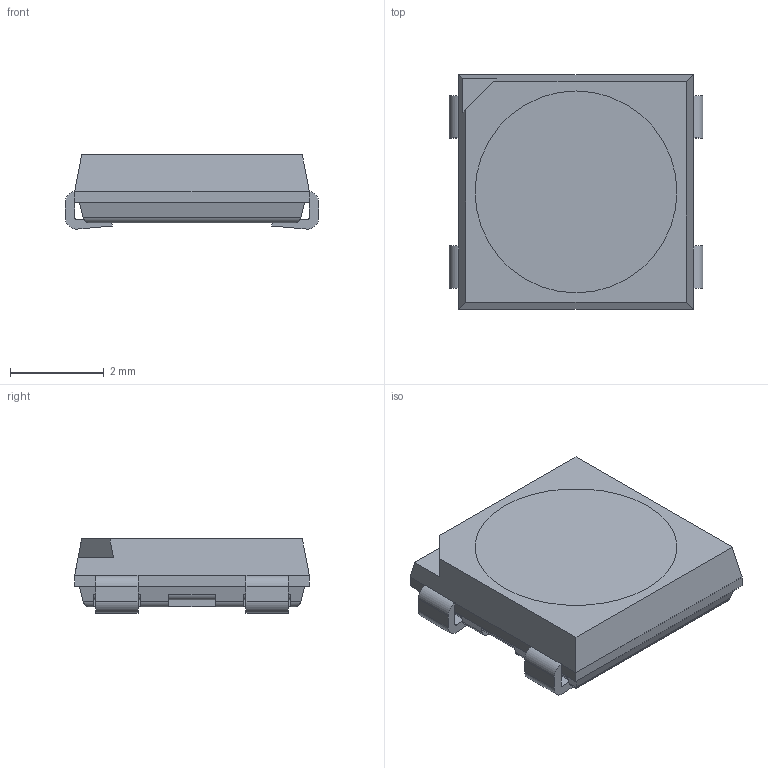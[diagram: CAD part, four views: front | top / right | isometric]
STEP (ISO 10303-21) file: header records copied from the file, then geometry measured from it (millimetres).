
FILE_DESCRIPTION(/* description */ ('Unknown'),/* implementation_level */ '2;1');
FILE_NAME(/* name */ '1315050930002',/* time_stamp */ '2022-04-04T15:04:52+02:00',/* author */ ('Unknown'),/* organization */ ('Unknown'),/* preprocessor_version */ 'ST-DEVELOPER v16.7',/* originating_system */ 'Solid Edge',/* authorisation */ 'Unknown');
FILE_SCHEMA (('AUTOMOTIVE_DESIGN {1 0 10303 214 3 1 1}'));
Length unit declared in the file: millimetre
Products named in the file (4): 1315050930002; Body; Glue; Pads
Assembly tree (3 placements, depth 2):
  1315050930002
    Body
    Glue
    Pads
Bounding box: 5.4 x 5 x 1.58 mm (x, y, z)
Volume: 33.4 mm3; surface area: 167.9 mm2
Topology: 4 solids, 4 shells, 308 faces, 782 edges, 507 vertices
Faces by surface type: plane 212, cylinder 83, bspline 11, cone 2
Full cylindrical faces by diameter (mm): 0.02 x19, 0.085 x19, 1 x1
Entity records: 6749 total; most frequent: CARTESIAN_POINT 1398, ORIENTED_EDGE 1374, EDGE_CURVE 687, VERTEX_POINT 462, LINE 427, EDGE_LOOP 403, FACE_BOUND 403, AXIS2_PLACEMENT_3D 321
